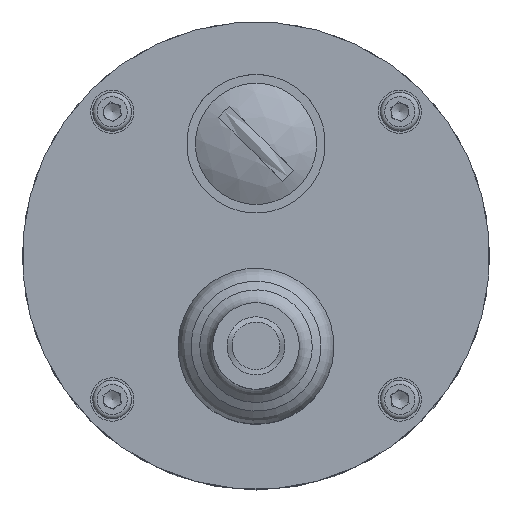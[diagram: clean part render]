
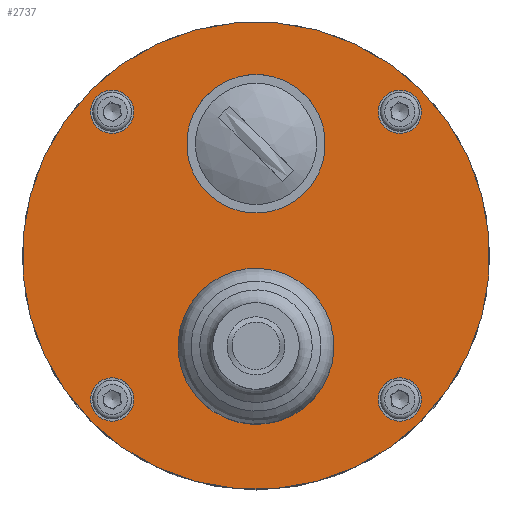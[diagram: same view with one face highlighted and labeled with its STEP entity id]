
A CAD part, top view. The second image highlights one B-rep face of the part: STEP entity #2737.
In plain terms, the highlighted planar face has unit normal (0, 0, 1).
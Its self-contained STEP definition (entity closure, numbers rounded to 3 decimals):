
#53 = CARTESIAN_POINT ( 'NONE',  ( 19.092, 19.092, 23. ) ) ;
#83 = CARTESIAN_POINT ( 'NONE',  ( -14.849, -18.385, 23. ) ) ;
#86 = ORIENTED_EDGE ( 'NONE', *, *, #209, .F. ) ;
#163 = EDGE_CURVE ( 'NONE', #678, #678, #2719, .T. ) ;
#209 = EDGE_CURVE ( 'NONE', #247, #247, #2468, .T. ) ;
#210 = DIRECTION ( 'NONE',  ( 0., 0., 1. ) ) ;
#247 = VERTEX_POINT ( 'NONE', #289 ) ;
#258 = CARTESIAN_POINT ( 'NONE',  ( 16.617, -16.617, 23. ) ) ;
#271 = DIRECTION ( 'NONE',  ( 0., 0., -1. ) ) ;
#289 = CARTESIAN_POINT ( 'NONE',  ( 4.561, -15.061, 23. ) ) ;
#464 = DIRECTION ( 'NONE',  ( 0., 0., 1. ) ) ;
#515 = DIRECTION ( 'NONE',  ( 0., 0., 1. ) ) ;
#538 = AXIS2_PLACEMENT_3D ( 'NONE', #258, #682, #1994 ) ;
#607 = CARTESIAN_POINT ( 'NONE',  ( 0., 12.92, 23. ) ) ;
#657 = EDGE_CURVE ( 'NONE', #2526, #2526, #1666, .T. ) ;
#678 = VERTEX_POINT ( 'NONE', #1137 ) ;
#682 = DIRECTION ( 'NONE',  ( 0., 0., 1. ) ) ;
#738 = DIRECTION ( 'NONE',  ( 0., 0., 1. ) ) ;
#768 = DIRECTION ( 'NONE',  ( 0., 0., 1. ) ) ;
#784 = EDGE_CURVE ( 'NONE', #2323, #2323, #1121, .T. ) ;
#812 = EDGE_LOOP ( 'NONE', ( #1876 ) ) ;
#820 = DIRECTION ( 'NONE',  ( 0.707, -0.707, 0. ) ) ;
#860 = CIRCLE ( 'NONE', #2161, 27. ) ;
#876 = ORIENTED_EDGE ( 'NONE', *, *, #2375, .T. ) ;
#890 = ORIENTED_EDGE ( 'NONE', *, *, #784, .F. ) ;
#906 = EDGE_LOOP ( 'NONE', ( #890 ) ) ;
#912 = ORIENTED_EDGE ( 'NONE', *, *, #2304, .F. ) ;
#936 = ORIENTED_EDGE ( 'NONE', *, *, #1416, .F. ) ;
#937 = CIRCLE ( 'NONE', #1133, 8. ) ;
#956 = CARTESIAN_POINT ( 'NONE',  ( 19.092, -19.092, 23. ) ) ;
#1121 = CIRCLE ( 'NONE', #1234, 2.5 ) ;
#1133 = AXIS2_PLACEMENT_3D ( 'NONE', #607, #2138, #820 ) ;
#1137 = CARTESIAN_POINT ( 'NONE',  ( 18.385, -18.385, 23. ) ) ;
#1143 = CARTESIAN_POINT ( 'NONE',  ( -14.849, 14.849, 23. ) ) ;
#1201 = EDGE_LOOP ( 'NONE', ( #936 ) ) ;
#1224 = CIRCLE ( 'NONE', #1693, 2.5 ) ;
#1234 = AXIS2_PLACEMENT_3D ( 'NONE', #2091, #768, #2290 ) ;
#1320 = AXIS2_PLACEMENT_3D ( 'NONE', #53, #271, #1778 ) ;
#1333 = PLANE ( 'NONE',  #1320 ) ;
#1358 = VERTEX_POINT ( 'NONE', #2270 ) ;
#1374 = CARTESIAN_POINT ( 'NONE',  ( 18.385, 14.849, 23. ) ) ;
#1416 = EDGE_CURVE ( 'NONE', #1465, #1465, #1224, .T. ) ;
#1465 = VERTEX_POINT ( 'NONE', #1374 ) ;
#1498 = CARTESIAN_POINT ( 'NONE',  ( 0., 0., 23. ) ) ;
#1517 = DIRECTION ( 'NONE',  ( 0.707, -0.707, 0. ) ) ;
#1578 = ORIENTED_EDGE ( 'NONE', *, *, #163, .F. ) ;
#1666 = CIRCLE ( 'NONE', #2456, 2.5 ) ;
#1693 = AXIS2_PLACEMENT_3D ( 'NONE', #2053, #738, #2266 ) ;
#1716 = DIRECTION ( 'NONE',  ( 0.707, -0.707, 0. ) ) ;
#1717 = CARTESIAN_POINT ( 'NONE',  ( 0., -10.5, 23. ) ) ;
#1778 = DIRECTION ( 'NONE',  ( -0.707, 0.707, 0. ) ) ;
#1804 = CARTESIAN_POINT ( 'NONE',  ( -16.617, 16.617, 23. ) ) ;
#1831 = AXIS2_PLACEMENT_3D ( 'NONE', #1717, #464, #1517 ) ;
#1836 = FACE_OUTER_BOUND ( 'NONE', #2224, .T. ) ;
#1876 = ORIENTED_EDGE ( 'NONE', *, *, #657, .F. ) ;
#1898 = FACE_BOUND ( 'NONE', #1931, .T. ) ;
#1931 = EDGE_LOOP ( 'NONE', ( #912 ) ) ;
#1938 = VERTEX_POINT ( 'NONE', #956 ) ;
#1994 = DIRECTION ( 'NONE',  ( 0.707, -0.707, 0. ) ) ;
#2046 = DIRECTION ( 'NONE',  ( 0.707, -0.707, 0. ) ) ;
#2053 = CARTESIAN_POINT ( 'NONE',  ( 16.617, 16.617, 23. ) ) ;
#2060 = FACE_BOUND ( 'NONE', #906, .T. ) ;
#2091 = CARTESIAN_POINT ( 'NONE',  ( -16.617, -16.617, 23. ) ) ;
#2121 = FACE_BOUND ( 'NONE', #2310, .T. ) ;
#2138 = DIRECTION ( 'NONE',  ( 0., 0., 1. ) ) ;
#2161 = AXIS2_PLACEMENT_3D ( 'NONE', #1498, #210, #1716 ) ;
#2186 = FACE_BOUND ( 'NONE', #812, .T. ) ;
#2224 = EDGE_LOOP ( 'NONE', ( #876 ) ) ;
#2266 = DIRECTION ( 'NONE',  ( 0.707, -0.707, 0. ) ) ;
#2270 = CARTESIAN_POINT ( 'NONE',  ( 5.657, 7.263, 23. ) ) ;
#2290 = DIRECTION ( 'NONE',  ( 0.707, -0.707, 0. ) ) ;
#2304 = EDGE_CURVE ( 'NONE', #1358, #1358, #937, .T. ) ;
#2310 = EDGE_LOOP ( 'NONE', ( #86 ) ) ;
#2323 = VERTEX_POINT ( 'NONE', #83 ) ;
#2336 = FACE_BOUND ( 'NONE', #1201, .T. ) ;
#2375 = EDGE_CURVE ( 'NONE', #1938, #1938, #860, .T. ) ;
#2401 = FACE_BOUND ( 'NONE', #2734, .T. ) ;
#2456 = AXIS2_PLACEMENT_3D ( 'NONE', #1804, #515, #2046 ) ;
#2468 = CIRCLE ( 'NONE', #1831, 6.45 ) ;
#2526 = VERTEX_POINT ( 'NONE', #1143 ) ;
#2719 = CIRCLE ( 'NONE', #538, 2.5 ) ;
#2734 = EDGE_LOOP ( 'NONE', ( #1578 ) ) ;
#2737 = ADVANCED_FACE ( 'NONE', ( #2121, #2336, #2401, #2186, #2060, #1898, #1836 ), #1333, .F. ) ;
